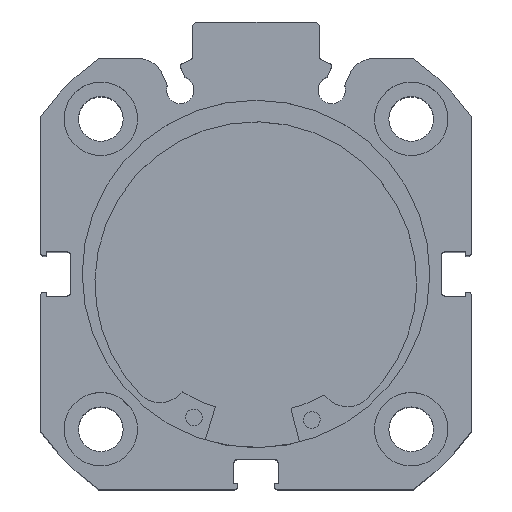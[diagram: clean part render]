
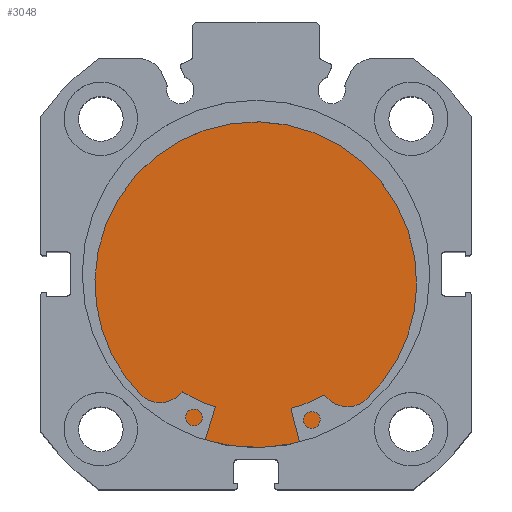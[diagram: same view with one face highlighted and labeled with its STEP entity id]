
A CAD part, top view. The second image highlights one B-rep face of the part: STEP entity #3048.
In plain terms, the highlighted face is planar.
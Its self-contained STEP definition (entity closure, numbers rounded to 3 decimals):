
#153 = CARTESIAN_POINT ( 'NONE',  ( 9., 0., 0. ) ) ;
#154 = DIRECTION ( 'NONE',  ( -1., 0., 0. ) ) ;
#155 = DIRECTION ( 'NONE',  ( 0., 0., 1. ) ) ;
#225 = CARTESIAN_POINT ( 'NONE',  ( 9., 0., 0. ) ) ;
#232 = DIRECTION ( 'NONE',  ( -1., 0., 0. ) ) ;
#233 = DIRECTION ( 'NONE',  ( 0., 0., 1. ) ) ;
#472 = CARTESIAN_POINT ( 'NONE',  ( 9., 0., -26. ) ) ;
#618 = CARTESIAN_POINT ( 'NONE',  ( 9., 0., 26. ) ) ;
#1977 = EDGE_LOOP ( 'NONE', ( #2119, #2118 ) ) ;
#2118 = ORIENTED_EDGE ( 'NONE', *, *, #3919, .F. ) ;
#2119 = ORIENTED_EDGE ( 'NONE', *, *, #3888, .F. ) ;
#2646 = FACE_OUTER_BOUND ( 'NONE', #1977, .T. ) ;
#3048 = ADVANCED_FACE ( 'NONE', ( #2646 ), #5290, .F. ) ;
#3888 = EDGE_CURVE ( 'NONE', #4296, #4149, #6507, .T. ) ;
#3919 = EDGE_CURVE ( 'NONE', #4149, #4296, #6553, .T. ) ;
#4149 = VERTEX_POINT ( 'NONE', #472 ) ;
#4296 = VERTEX_POINT ( 'NONE', #618 ) ;
#5285 = DIRECTION ( 'NONE',  ( 0., 0., 1. ) ) ;
#5286 = DIRECTION ( 'NONE',  ( -1., 0., 0. ) ) ;
#5290 = PLANE ( 'NONE',  #5680 ) ;
#5291 = CARTESIAN_POINT ( 'NONE',  ( 9., 26., 0. ) ) ;
#5680 = AXIS2_PLACEMENT_3D ( 'NONE', #5291, #5286, #5285 ) ;
#5991 = AXIS2_PLACEMENT_3D ( 'NONE', #153, #154, #155 ) ;
#6008 = AXIS2_PLACEMENT_3D ( 'NONE', #225, #232, #233 ) ;
#6507 = CIRCLE ( 'NONE', #5991, 26. ) ;
#6553 = CIRCLE ( 'NONE', #6008, 26. ) ;
